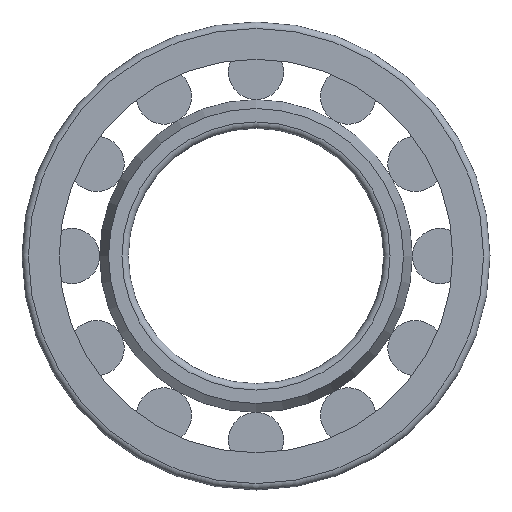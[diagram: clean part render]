
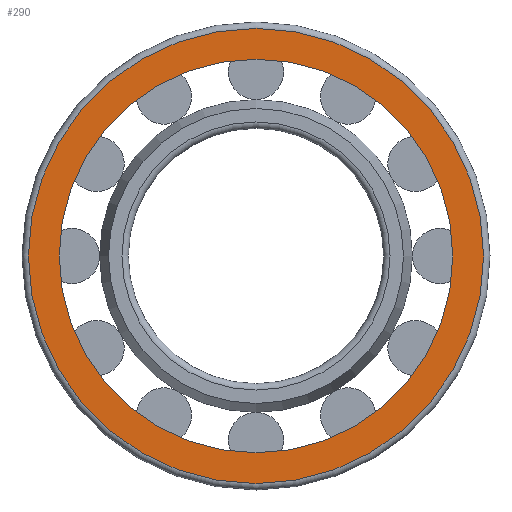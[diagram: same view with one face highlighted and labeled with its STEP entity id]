
A CAD part, left-side view. The second image highlights one B-rep face of the part: STEP entity #290.
In plain terms, the highlighted planar face has unit normal (-1, 0, 0).
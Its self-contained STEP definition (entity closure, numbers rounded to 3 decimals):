
#111=ORIENTED_EDGE('',*,*,#143,.T.);
#112=ORIENTED_EDGE('',*,*,#141,.F.);
#141=EDGE_CURVE('',#161,#161,#181,.T.);
#143=EDGE_CURVE('',#163,#163,#183,.T.);
#161=VERTEX_POINT('',#534);
#163=VERTEX_POINT('',#539);
#181=CIRCLE('',#357,53.5);
#183=CIRCLE('',#360,46.25);
#211=EDGE_LOOP('',(#111));
#212=EDGE_LOOP('',(#112));
#251=FACE_BOUND('',#211,.T.);
#252=FACE_BOUND('',#212,.T.);
#275=PLANE('',#359);
#290=ADVANCED_FACE('',(#251,#252),#275,.T.);
#357=AXIS2_PLACEMENT_3D('',#533,#432,#433);
#359=AXIS2_PLACEMENT_3D('',#537,#436,#437);
#360=AXIS2_PLACEMENT_3D('',#538,#438,#439);
#432=DIRECTION('',(1.,0.,0.));
#433=DIRECTION('',(0.,0.,-1.));
#436=DIRECTION('',(-1.,0.,0.));
#437=DIRECTION('',(0.,0.,1.));
#438=DIRECTION('',(1.,0.,0.));
#439=DIRECTION('',(0.,0.,-1.));
#533=CARTESIAN_POINT('',(0.,0.,0.));
#534=CARTESIAN_POINT('',(0.,0.,-53.5));
#537=CARTESIAN_POINT('',(0.,53.5,0.));
#538=CARTESIAN_POINT('',(0.,0.,0.));
#539=CARTESIAN_POINT('',(0.,0.,-46.25));
